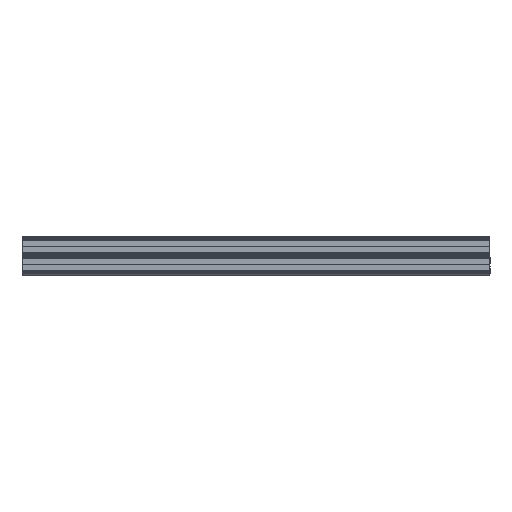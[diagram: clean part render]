
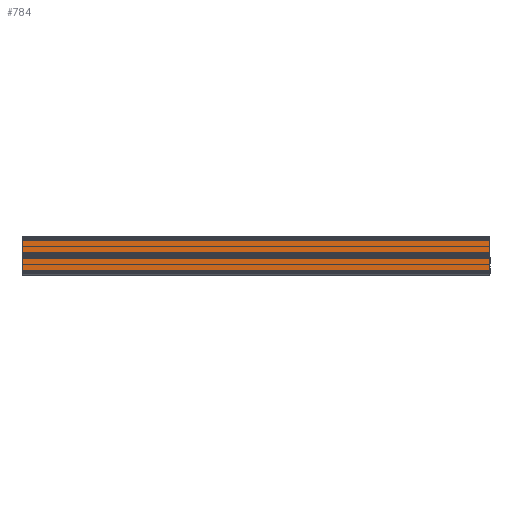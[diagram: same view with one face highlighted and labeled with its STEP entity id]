
A CAD part, top view. The second image highlights one B-rep face of the part: STEP entity #784.
In plain terms, the highlighted planar face has unit normal (0, 0, 1).
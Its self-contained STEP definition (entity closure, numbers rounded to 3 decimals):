
#784=ADVANCED_FACE('',(#1646),#1647,.T.);
#1646=FACE_OUTER_BOUND('',#2689,.T.);
#1647=PLANE('',#2690);
#2689=EDGE_LOOP('',(#4202,#4203,#4204,#4205));
#2690=AXIS2_PLACEMENT_3D('',#4206,#4207,#4208);
#4202=ORIENTED_EDGE('',*,*,#7039,.T.);
#4203=ORIENTED_EDGE('',*,*,#6812,.F.);
#4204=ORIENTED_EDGE('',*,*,#7040,.F.);
#4205=ORIENTED_EDGE('',*,*,#7036,.T.);
#4206=CARTESIAN_POINT('',(0.0,19.9,2050.0));
#4207=DIRECTION('',(0.0,0.0,1.0));
#4208=DIRECTION('',(0.0,-1.0,0.0));
#6812=EDGE_CURVE('',#8161,#8156,#8163,.T.);
#7036=EDGE_CURVE('',#8494,#8492,#8495,.T.);
#7039=EDGE_CURVE('',#8492,#8156,#8498,.T.);
#7040=EDGE_CURVE('',#8494,#8161,#8499,.T.);
#8156=VERTEX_POINT('',#10130);
#8161=VERTEX_POINT('',#10136);
#8163=LINE('',#10138,#10139);
#8492=VERTEX_POINT('',#10599);
#8494=VERTEX_POINT('',#10601);
#8495=LINE('',#10602,#10603);
#8498=LINE('',#10606,#10607);
#8499=LINE('',#10608,#10609);
#10130=CARTESIAN_POINT('',(1020.0,39.8,2050.0));
#10136=CARTESIAN_POINT('',(0.0,39.8,2050.0));
#10138=CARTESIAN_POINT('',(0.0,39.8,2050.0));
#10139=VECTOR('',#12796,1.0);
#10599=CARTESIAN_POINT('',(1020.0,-39.8,2050.0));
#10601=CARTESIAN_POINT('',(0.0,-39.8,2050.0));
#10602=CARTESIAN_POINT('',(0.0,-39.8,2050.0));
#10603=VECTOR('',#13033,1.0);
#10606=CARTESIAN_POINT('',(1020.0,-39.8,2050.0));
#10607=VECTOR('',#13037,1.0);
#10608=CARTESIAN_POINT('',(0.0,0.0,2050.0));
#10609=VECTOR('',#13038,1.0);
#12796=DIRECTION('',(1.0,0.0,0.0));
#13033=DIRECTION('',(1.0,0.0,0.0));
#13037=DIRECTION('',(0.0,1.0,0.0));
#13038=DIRECTION('',(0.0,1.0,0.0));
